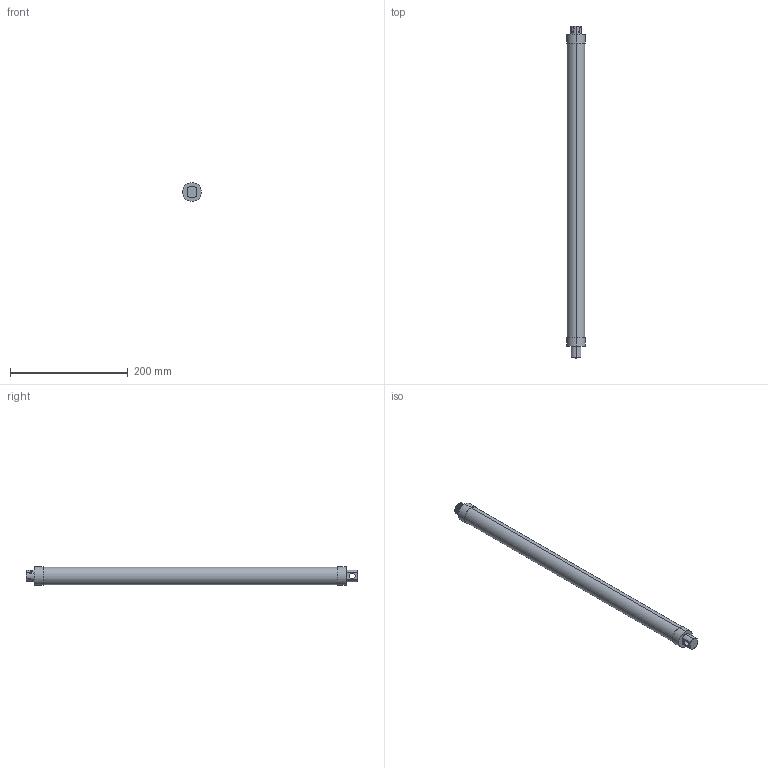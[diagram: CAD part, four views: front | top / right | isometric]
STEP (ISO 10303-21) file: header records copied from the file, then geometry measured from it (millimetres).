
FILE_DESCRIPTION (( 'STEP AP214' ), '1' );
FILE_NAME ('pnematic cylinder_500.STEP', '2019-02-19T20:09:47', ( '' ), ( '' ), 'SwSTEP 2.0', 'SolidWorks 2017', '' );
FILE_SCHEMA (( 'AUTOMOTIVE_DESIGN' ));
Length unit declared in the file: millimetre
Products named in the file (1): pnematic cylinder_500
Bounding box: 32 x 564 x 32 mm (x, y, z)
Volume: 352376 mm3; surface area: 70634.6 mm2
Topology: 1 solids, 2 shells, 30 faces, 63 edges, 42 vertices
Faces by surface type: cylinder 15, plane 11, bspline 4
Entity records: 2500 total; most frequent: CARTESIAN_POINT 1580, DIRECTION 143, ORIENTED_EDGE 126, EDGE_CURVE 63, AXIS2_PLACEMENT_3D 57, VERTEX_POINT 42, EDGE_LOOP 37, CIRCLE 30
